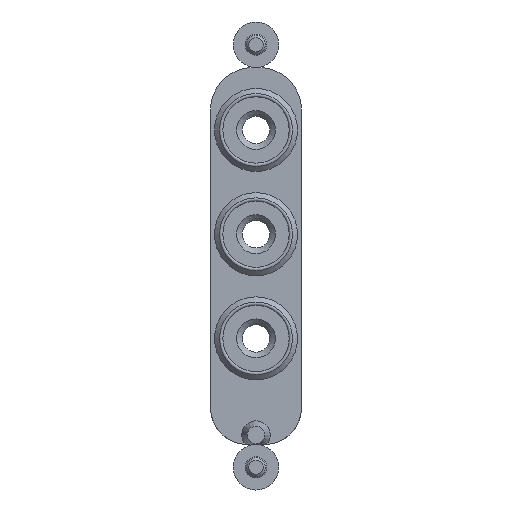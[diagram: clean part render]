
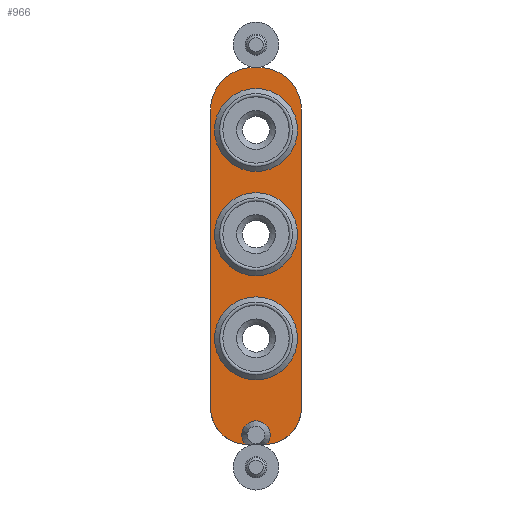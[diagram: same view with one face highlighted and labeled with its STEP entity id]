
A CAD part, front view. The second image highlights one B-rep face of the part: STEP entity #966.
In plain terms, the highlighted planar face has unit normal (0, -1, 0).
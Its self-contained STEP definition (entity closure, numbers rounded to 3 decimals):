
#88=LINE('',#1598,#125);
#89=LINE('',#1602,#126);
#90=LINE('',#1606,#127);
#125=VECTOR('',#1253,1000.);
#126=VECTOR('',#1256,1000.);
#127=VECTOR('',#1259,1000.);
#169=ORIENTED_EDGE('',*,*,#403,.F.);
#170=ORIENTED_EDGE('',*,*,#404,.F.);
#171=ORIENTED_EDGE('',*,*,#405,.F.);
#172=ORIENTED_EDGE('',*,*,#406,.F.);
#173=ORIENTED_EDGE('',*,*,#407,.T.);
#174=ORIENTED_EDGE('',*,*,#408,.T.);
#175=ORIENTED_EDGE('',*,*,#409,.T.);
#176=ORIENTED_EDGE('',*,*,#410,.T.);
#177=ORIENTED_EDGE('',*,*,#411,.T.);
#178=ORIENTED_EDGE('',*,*,#412,.T.);
#179=ORIENTED_EDGE('',*,*,#413,.T.);
#403=EDGE_CURVE('',#520,#520,#608,.F.);
#404=EDGE_CURVE('',#521,#521,#609,.F.);
#405=EDGE_CURVE('',#522,#522,#610,.F.);
#406=EDGE_CURVE('',#523,#524,#611,.T.);
#407=EDGE_CURVE('',#523,#525,#612,.F.);
#408=EDGE_CURVE('',#525,#526,#88,.T.);
#409=EDGE_CURVE('',#526,#527,#613,.F.);
#410=EDGE_CURVE('',#527,#528,#89,.T.);
#411=EDGE_CURVE('',#528,#529,#614,.F.);
#412=EDGE_CURVE('',#529,#530,#90,.T.);
#413=EDGE_CURVE('',#530,#524,#615,.F.);
#520=VERTEX_POINT('',#1588);
#521=VERTEX_POINT('',#1590);
#522=VERTEX_POINT('',#1592);
#523=VERTEX_POINT('',#1594);
#524=VERTEX_POINT('',#1595);
#525=VERTEX_POINT('',#1597);
#526=VERTEX_POINT('',#1599);
#527=VERTEX_POINT('',#1601);
#528=VERTEX_POINT('',#1603);
#529=VERTEX_POINT('',#1605);
#530=VERTEX_POINT('',#1607);
#608=CIRCLE('',#1076,4.383);
#609=CIRCLE('',#1077,4.383);
#610=CIRCLE('',#1078,4.383);
#611=CIRCLE('',#1079,1.5);
#612=CIRCLE('',#1080,3.9);
#613=CIRCLE('',#1081,4.5);
#614=CIRCLE('',#1082,4.5);
#615=CIRCLE('',#1083,3.9);
#678=EDGE_LOOP('',(#169));
#679=EDGE_LOOP('',(#170));
#680=EDGE_LOOP('',(#171));
#681=EDGE_LOOP('',(#172,#173,#174,#175,#176,#177,#178,#179));
#807=FACE_BOUND('',#678,.T.);
#808=FACE_BOUND('',#679,.T.);
#809=FACE_BOUND('',#680,.T.);
#810=FACE_BOUND('',#681,.T.);
#933=PLANE('',#1075);
#966=ADVANCED_FACE('',(#807,#808,#809,#810),#933,.F.);
#1075=AXIS2_PLACEMENT_3D('',#1586,#1241,#1242);
#1076=AXIS2_PLACEMENT_3D('',#1587,#1243,#1244);
#1077=AXIS2_PLACEMENT_3D('',#1589,#1245,#1246);
#1078=AXIS2_PLACEMENT_3D('',#1591,#1247,#1248);
#1079=AXIS2_PLACEMENT_3D('',#1593,#1249,#1250);
#1080=AXIS2_PLACEMENT_3D('',#1596,#1251,#1252);
#1081=AXIS2_PLACEMENT_3D('',#1600,#1254,#1255);
#1082=AXIS2_PLACEMENT_3D('',#1604,#1257,#1258);
#1083=AXIS2_PLACEMENT_3D('',#1608,#1260,#1261);
#1241=DIRECTION('',(0.,1.,0.));
#1242=DIRECTION('',(0.,0.,1.));
#1243=DIRECTION('',(0.,1.,0.));
#1244=DIRECTION('',(0.,0.,1.));
#1245=DIRECTION('',(0.,1.,0.));
#1246=DIRECTION('',(0.,0.,1.));
#1247=DIRECTION('',(0.,1.,0.));
#1248=DIRECTION('',(0.,0.,1.));
#1249=DIRECTION('',(0.,-1.,0.));
#1250=DIRECTION('',(0.,0.,-1.));
#1251=DIRECTION('',(0.,1.,0.));
#1252=DIRECTION('',(0.,0.,1.));
#1253=DIRECTION('',(1.,0.,0.));
#1254=DIRECTION('',(0.,1.,0.));
#1255=DIRECTION('',(0.,0.,1.));
#1256=DIRECTION('',(0.,0.,1.));
#1257=DIRECTION('',(0.,1.,0.));
#1258=DIRECTION('',(0.,0.,1.));
#1259=DIRECTION('',(-1.,0.,0.));
#1260=DIRECTION('',(0.,1.,0.));
#1261=DIRECTION('',(0.,0.,1.));
#1586=CARTESIAN_POINT('',(0.,0.,0.));
#1587=CARTESIAN_POINT('',(11.,0.,0.));
#1588=CARTESIAN_POINT('',(11.,0.,4.383));
#1589=CARTESIAN_POINT('',(0.,0.,0.));
#1590=CARTESIAN_POINT('',(0.,0.,4.383));
#1591=CARTESIAN_POINT('',(-11.,0.,0.));
#1592=CARTESIAN_POINT('',(-11.,0.,4.383));
#1593=CARTESIAN_POINT('',(-21.2,0.,0.));
#1594=CARTESIAN_POINT('',(-22.194,0.,-1.124));
#1595=CARTESIAN_POINT('',(-22.194,0.,1.124));
#1596=CARTESIAN_POINT('',(-18.3,0.,-0.9));
#1597=CARTESIAN_POINT('',(-18.3,0.,-4.8));
#1598=CARTESIAN_POINT('',(0.,0.,-4.8));
#1599=CARTESIAN_POINT('',(13.1,0.,-4.8));
#1600=CARTESIAN_POINT('',(13.1,0.,-0.3));
#1601=CARTESIAN_POINT('',(17.6,0.,-0.3));
#1602=CARTESIAN_POINT('',(17.6,0.,0.));
#1603=CARTESIAN_POINT('',(17.6,0.,0.3));
#1604=CARTESIAN_POINT('',(13.1,0.,0.3));
#1605=CARTESIAN_POINT('',(13.1,0.,4.8));
#1606=CARTESIAN_POINT('',(0.,0.,4.8));
#1607=CARTESIAN_POINT('',(-18.3,0.,4.8));
#1608=CARTESIAN_POINT('',(-18.3,0.,0.9));
